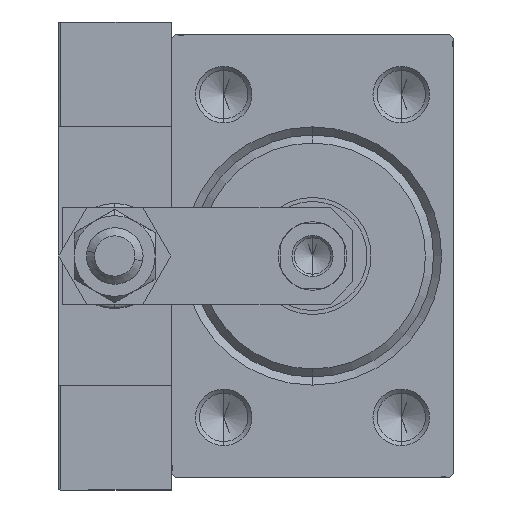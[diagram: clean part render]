
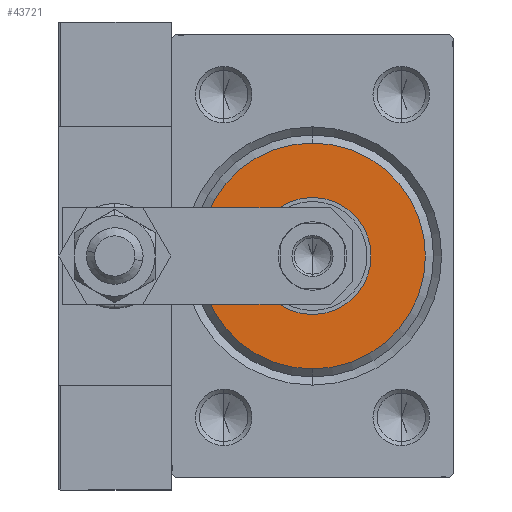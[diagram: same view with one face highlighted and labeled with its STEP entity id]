
A CAD part, left-side view. The second image highlights one B-rep face of the part: STEP entity #43721.
In plain terms, the highlighted face is planar.
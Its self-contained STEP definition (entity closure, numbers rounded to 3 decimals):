
#491 = CARTESIAN_POINT ( 'NONE',  ( 3., 0., 7.25 ) ) ;
#1237 = ORIENTED_EDGE ( 'NONE', *, *, #11398, .F. ) ;
#4914 = VERTEX_POINT ( 'NONE', #50553 ) ;
#5508 = DIRECTION ( 'NONE',  ( 1., 0., 0. ) ) ;
#5548 = EDGE_CURVE ( 'NONE', #8004, #29323, #41810, .T. ) ;
#6268 = DIRECTION ( 'NONE',  ( 0., 0., -1. ) ) ;
#6813 = ORIENTED_EDGE ( 'NONE', *, *, #13068, .T. ) ;
#7342 = DIRECTION ( 'NONE',  ( 0., 0., -1. ) ) ;
#8004 = VERTEX_POINT ( 'NONE', #47095 ) ;
#9423 = CARTESIAN_POINT ( 'NONE',  ( 3., 0., 0. ) ) ;
#11398 = EDGE_CURVE ( 'NONE', #29323, #8004, #51083, .T. ) ;
#12376 = AXIS2_PLACEMENT_3D ( 'NONE', #36200, #16251, #7342 ) ;
#13068 = EDGE_CURVE ( 'NONE', #46155, #4914, #26027, .T. ) ;
#13162 = AXIS2_PLACEMENT_3D ( 'NONE', #43159, #51288, #24506 ) ;
#16251 = DIRECTION ( 'NONE',  ( 1., 0., 0. ) ) ;
#17111 = DIRECTION ( 'NONE',  ( 1., 0., 0. ) ) ;
#18708 = EDGE_LOOP ( 'NONE', ( #26640, #1237 ) ) ;
#20988 = CARTESIAN_POINT ( 'NONE',  ( 3., 0., 0. ) ) ;
#21500 = DIRECTION ( 'NONE',  ( 0., 0., -1. ) ) ;
#24506 = DIRECTION ( 'NONE',  ( 0., 0., -1. ) ) ;
#26027 = CIRCLE ( 'NONE', #39440, 14. ) ;
#26640 = ORIENTED_EDGE ( 'NONE', *, *, #5548, .F. ) ;
#28463 = AXIS2_PLACEMENT_3D ( 'NONE', #9423, #33570, #6268 ) ;
#29323 = VERTEX_POINT ( 'NONE', #491 ) ;
#30914 = EDGE_LOOP ( 'NONE', ( #6813, #50059 ) ) ;
#31077 = FACE_BOUND ( 'NONE', #18708, .T. ) ;
#31642 = CIRCLE ( 'NONE', #12376, 14. ) ;
#32595 = AXIS2_PLACEMENT_3D ( 'NONE', #33907, #17111, #50173 ) ;
#33570 = DIRECTION ( 'NONE',  ( 1., 0., 0. ) ) ;
#33907 = CARTESIAN_POINT ( 'NONE',  ( 3., 0., 0. ) ) ;
#36200 = CARTESIAN_POINT ( 'NONE',  ( 3., 0., 0. ) ) ;
#39440 = AXIS2_PLACEMENT_3D ( 'NONE', #20988, #5508, #21500 ) ;
#41810 = CIRCLE ( 'NONE', #32595, 7.25 ) ;
#43159 = CARTESIAN_POINT ( 'NONE',  ( 3., 0., 0. ) ) ;
#43721 = ADVANCED_FACE ( 'NONE', ( #51029, #31077 ), #47102, .T. ) ;
#44361 = EDGE_CURVE ( 'NONE', #4914, #46155, #31642, .T. ) ;
#45422 = CARTESIAN_POINT ( 'NONE',  ( 3., 0., 14. ) ) ;
#46155 = VERTEX_POINT ( 'NONE', #45422 ) ;
#47095 = CARTESIAN_POINT ( 'NONE',  ( 3., 0., -7.25 ) ) ;
#47102 = PLANE ( 'NONE',  #13162 ) ;
#50059 = ORIENTED_EDGE ( 'NONE', *, *, #44361, .T. ) ;
#50173 = DIRECTION ( 'NONE',  ( 0., 0., -1. ) ) ;
#50553 = CARTESIAN_POINT ( 'NONE',  ( 3., 0., -14. ) ) ;
#51029 = FACE_OUTER_BOUND ( 'NONE', #30914, .T. ) ;
#51083 = CIRCLE ( 'NONE', #28463, 7.25 ) ;
#51288 = DIRECTION ( 'NONE',  ( 1., 0., 0. ) ) ;
